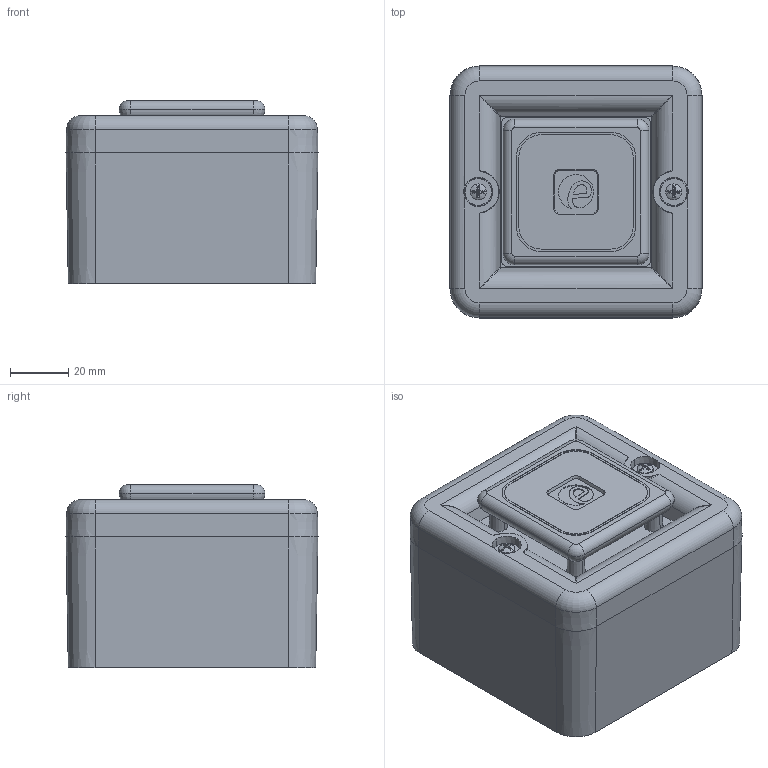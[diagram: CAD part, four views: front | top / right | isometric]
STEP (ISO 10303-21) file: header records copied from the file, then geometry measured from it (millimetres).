
FILE_DESCRIPTION (( 'STEP AP203' ), '1' );
FILE_NAME ('D242-05-001-3D_Issue_B [S].STEP', '2021-07-01T12:38:51', ( '' ), ( '' ), 'SwSTEP 2.0', 'SolidWorks 2021', '' );
FILE_SCHEMA (( 'CONFIG_CONTROL_DESIGN' ));
Length unit declared in the file: millimetre
Products named in the file (1): D242-05-001-3D_Issue_B [S]
Bounding box: 86.4 x 86.4 x 63 mm (x, y, z)
Volume: 377830.1 mm3; surface area: 80137.2 mm2
Topology: 4 solids, 22 shells, 663 faces, 1568 edges, 970 vertices
Faces by surface type: plane 226, cylinder 218, cone 116, bspline 66, torus 29, sphere 8
Entity records: 21728 total; most frequent: CARTESIAN_POINT 6955, ORIENTED_EDGE 3096, DIRECTION 3053, EDGE_CURVE 1548, AXIS2_PLACEMENT_3D 1208, VERTEX_POINT 970, EDGE_LOOP 724, ADVANCED_FACE 663
